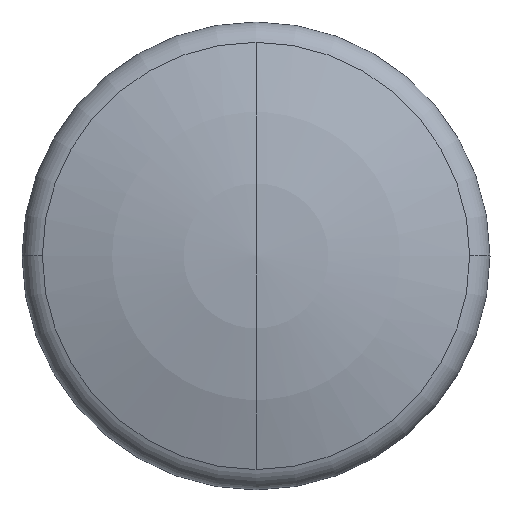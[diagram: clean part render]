
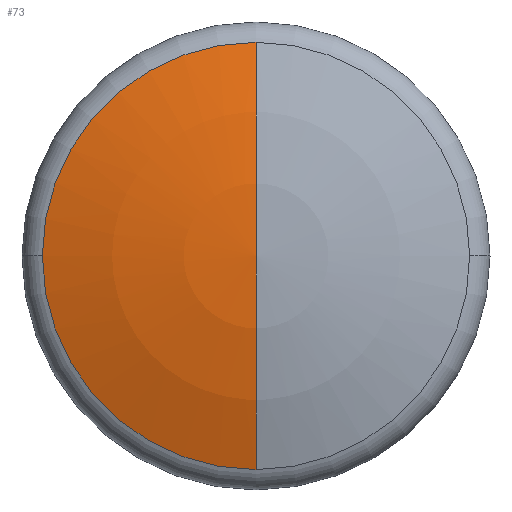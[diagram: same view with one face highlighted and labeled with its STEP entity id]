
A CAD part, top view. The second image highlights one B-rep face of the part: STEP entity #73.
In plain terms, the highlighted spherical face has radius 55.295 mm.
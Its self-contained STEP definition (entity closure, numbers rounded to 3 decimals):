
#73=ADVANCED_FACE('',(#158),#159,.T.);
#158=FACE_OUTER_BOUND('',#256,.T.);
#159=SPHERICAL_SURFACE('',#257,55.296);
#256=EDGE_LOOP('',(#399,#400,#401,#402));
#257=AXIS2_PLACEMENT_3D('',#403,#404,#405);
#399=ORIENTED_EDGE('',*,*,#592,.F.);
#400=ORIENTED_EDGE('',*,*,#593,.T.);
#401=ORIENTED_EDGE('',*,*,#594,.T.);
#402=ORIENTED_EDGE('',*,*,#595,.F.);
#403=CARTESIAN_POINT('',(4.901,0.,-16.828));
#404=DIRECTION('',(0.0,0.,1.0));
#405=DIRECTION('',(0.,1.0,0.));
#592=EDGE_CURVE('',#707,#708,#709,.T.);
#593=EDGE_CURVE('',#707,#710,#711,.T.);
#594=EDGE_CURVE('',#710,#712,#713,.T.);
#595=EDGE_CURVE('',#708,#712,#714,.T.);
#707=VERTEX_POINT('',#843);
#708=VERTEX_POINT('',#844);
#709=CIRCLE('',#845,55.296);
#710=VERTEX_POINT('',#846);
#711=CIRCLE('',#847,18.261);
#712=VERTEX_POINT('',#848);
#713=CIRCLE('',#849,18.261);
#714=CIRCLE('',#850,55.296);
#843=CARTESIAN_POINT('',(4.901,18.261,35.365));
#844=CARTESIAN_POINT('',(4.901,0.,38.467));
#845=AXIS2_PLACEMENT_3D('',#966,#967,#968);
#846=CARTESIAN_POINT('',(-13.36,0.,35.365));
#847=AXIS2_PLACEMENT_3D('',#969,#970,#971);
#848=CARTESIAN_POINT('',(4.901,-18.261,35.365));
#849=AXIS2_PLACEMENT_3D('',#972,#973,#974);
#850=AXIS2_PLACEMENT_3D('',#975,#976,#977);
#966=CARTESIAN_POINT('',(4.901,0.,-16.828));
#967=DIRECTION('',(1.0,0.,0.));
#968=DIRECTION('',(0.,0.0,1.0));
#969=CARTESIAN_POINT('',(4.901,0.,35.365));
#970=DIRECTION('',(0.,0.,1.0));
#971=DIRECTION('',(1.0,0.,0.));
#972=CARTESIAN_POINT('',(4.901,0.,35.365));
#973=DIRECTION('',(0.,0.,1.0));
#974=DIRECTION('',(1.0,0.,0.));
#975=CARTESIAN_POINT('',(4.901,0.,-16.828));
#976=DIRECTION('',(1.0,0.,0.));
#977=DIRECTION('',(0.,0.0,1.0));
